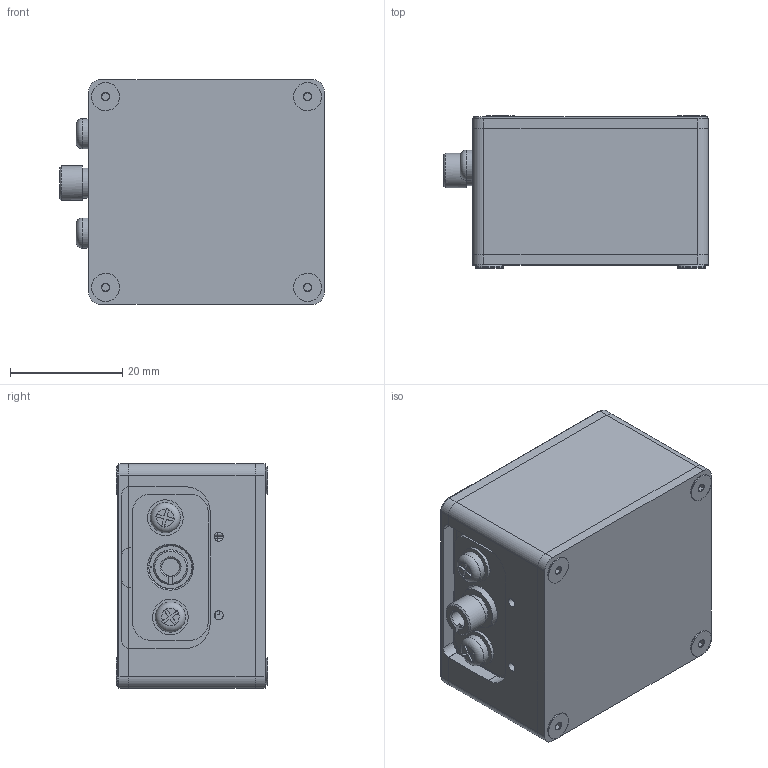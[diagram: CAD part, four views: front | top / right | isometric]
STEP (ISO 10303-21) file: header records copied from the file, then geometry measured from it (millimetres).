
FILE_DESCRIPTION (( 'STEP AP214' ), '1' );
FILE_NAME ('C11-00000-190_CC.STEP', '2022-06-15T14:03:03', ( '' ), ( '' ), 'SwSTEP 2.0', 'SolidWorks 2019', '' );
FILE_SCHEMA (( 'AUTOMOTIVE_DESIGN' ));
Length unit declared in the file: millimetre
Products named in the file (20): C11-12000-XXX_C11-12000-025; C11-20010-000; C11-11000-005; 900-40000-248_900-40000-248; C11-11000-006; 900-40000-551_7mm Long; Screw, SEM square cone, Pan Head Phillips, SS_4-40 X 3-16 in; C11-11000-007; C11-11000-008; C11-13000-001; C11-00000-190_CC; C11-11000-190
Assembly tree (18 placements, depth 3):
  900-40000-551_7mm Long
  C11-00000-190_CC
    C11-11000-190
    C11-11000-005
    C11-11000-006
    C11-11000-007
    C11-12000-XXX_C11-12000-025
      C11-11000-008
    C11-20010-000
    Screw, SEM square cone, Pan Head Phillips, SS_4-40 X 3-16 in
    Screw, SEM square cone, Pan Head Phillips, SS_4-40 X 3-16 in
    900-40000-248_900-40000-248
    900-40000-248_900-40000-248
    900-40000-248_900-40000-248
    900-40000-248_900-40000-248
    900-40000-248_900-40000-248
    900-40000-248_900-40000-248
    900-40000-248_900-40000-248
    900-40000-248_900-40000-248
    C11-13000-001
Bounding box: 47.19 x 27.08 x 40 mm (x, y, z)
Volume: 10263.6 mm3; surface area: 20736.7 mm2
Topology: 18 solids, 18 shells, 1037 faces, 2714 edges, 1737 vertices
Faces by surface type: plane 634, cylinder 246, cone 85, bspline 61, torus 11
Full cylindrical faces by diameter (mm): 1.6 x2, 2.261 x2, 2.642 x8, 2.845 x2, 3.2 x2, 4.293 x2, 5.004 x8, 5.385 x3, 6.147 x1, 6.35 x2
Entity records: 51091 total; most frequent: CARTESIAN_POINT 18995, ORIENTED_EDGE 5242, DIRECTION 4952, EDGE_CURVE 2621, VECTOR 1774, LINE 1774, VERTEX_POINT 1715, AXIS2_PLACEMENT_3D 1589
